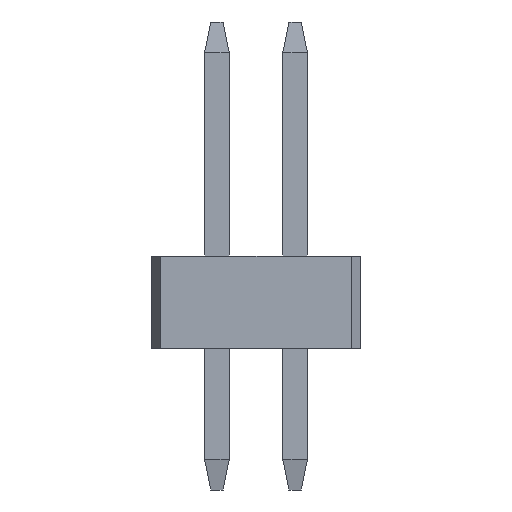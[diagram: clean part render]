
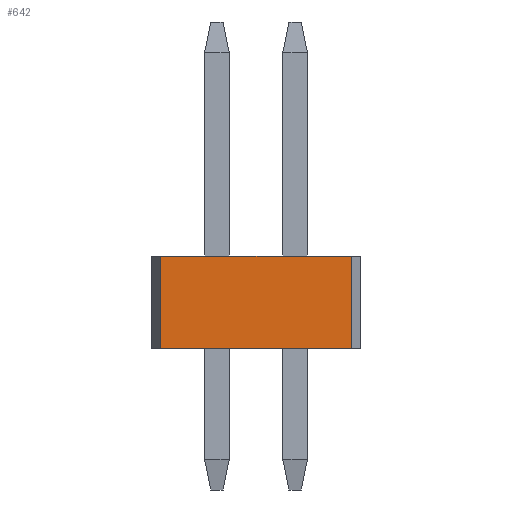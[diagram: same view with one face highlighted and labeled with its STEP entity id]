
A CAD part, left-side view. The second image highlights one B-rep face of the part: STEP entity #642.
In plain terms, the highlighted planar face has unit normal (-1, 0, 0).
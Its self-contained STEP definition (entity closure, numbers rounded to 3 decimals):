
#642=ADVANCED_FACE('',(#1318),#10342,.T.);
#1318=FACE_OUTER_BOUND('',#1994,.T.);
#1994=EDGE_LOOP('',(#3962,#3963,#3964,#3965));
#3962=ORIENTED_EDGE('',*,*,#6605,.F.);
#3963=ORIENTED_EDGE('',*,*,#6266,.T.);
#3964=ORIENTED_EDGE('',*,*,#5806,.F.);
#3965=ORIENTED_EDGE('',*,*,#6337,.T.);
#5806=EDGE_CURVE('',#9151,#9150,#7464,.T.);
#6266=EDGE_CURVE('',#9582,#9150,#7924,.T.);
#6337=EDGE_CURVE('',#9151,#9597,#7995,.T.);
#6605=EDGE_CURVE('',#9582,#9597,#8263,.T.);
#7464=B_SPLINE_CURVE_WITH_KNOTS('',1,(#13110,#13111),.UNSPECIFIED.,.F.,
 .F.,(2,2),(0.053,0.056),.UNSPECIFIED.);
#7924=B_SPLINE_CURVE_WITH_KNOTS('',1,(#14030,#14031),.UNSPECIFIED.,.F.,
 .F.,(2,2),(0.004,0.005),.UNSPECIFIED.);
#7995=B_SPLINE_CURVE_WITH_KNOTS('',1,(#14172,#14173),.UNSPECIFIED.,.F.,
 .F.,(2,2),(0.008,0.01),.UNSPECIFIED.);
#8263=B_SPLINE_CURVE_WITH_KNOTS('',1,(#14710,#14711,#14712,#14713),
 .UNSPECIFIED.,.F.,.F.,(2,1,1,2),(0.,0.815,2.285,
3.1),.UNSPECIFIED.);
#9150=VERTEX_POINT('',#12500);
#9151=VERTEX_POINT('',#12501);
#9582=VERTEX_POINT('',#12932);
#9597=VERTEX_POINT('',#12947);
#10342=PLANE('',#11038);
#11038=AXIS2_PLACEMENT_3D('',#12396,#11717,$);
#11717=DIRECTION('',(-1.,0.,0.));
#12396=CARTESIAN_POINT('',(-8.89,-1.55,0.01));
#12500=CARTESIAN_POINT('',(-8.89,1.55,0.01));
#12501=CARTESIAN_POINT('',(-8.89,-1.55,0.01));
#12932=CARTESIAN_POINT('',(-8.89,1.55,1.51));
#12947=CARTESIAN_POINT('',(-8.89,-1.55,1.51));
#13110=CARTESIAN_POINT('',(-8.89,-1.55,0.01));
#13111=CARTESIAN_POINT('',(-8.89,1.55,0.01));
#14030=CARTESIAN_POINT('',(-8.89,1.55,1.51));
#14031=CARTESIAN_POINT('',(-8.89,1.55,0.01));
#14172=CARTESIAN_POINT('',(-8.89,-1.55,0.01));
#14173=CARTESIAN_POINT('',(-8.89,-1.55,1.51));
#14710=CARTESIAN_POINT('',(-8.89,1.55,1.51));
#14711=CARTESIAN_POINT('',(-8.89,0.735,1.51));
#14712=CARTESIAN_POINT('',(-8.89,-0.735,1.51));
#14713=CARTESIAN_POINT('',(-8.89,-1.55,1.51));
